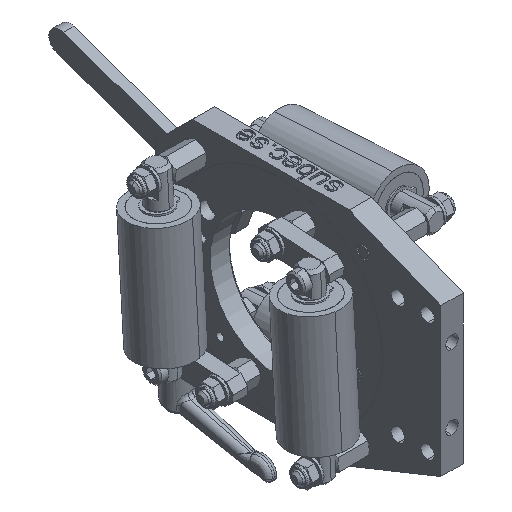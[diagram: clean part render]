
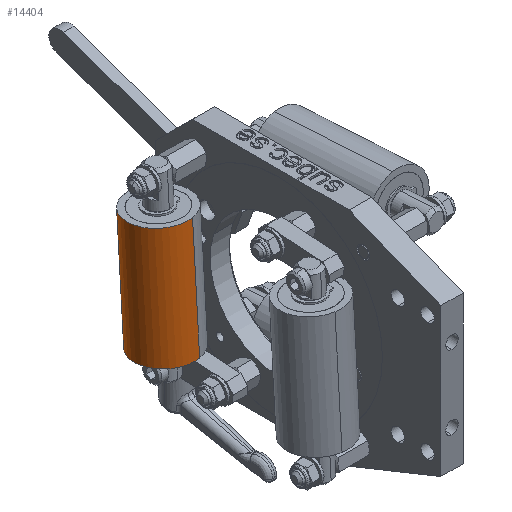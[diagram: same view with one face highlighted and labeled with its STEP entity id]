
A CAD part, isometric view. The second image highlights one B-rep face of the part: STEP entity #14404.
In plain terms, the highlighted cylindrical face has radius 20 mm (diameter 40 mm), a partial arc.
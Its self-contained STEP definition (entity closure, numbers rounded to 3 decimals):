
#45 = CIRCLE ( 'NONE', #5720, 20. ) ;
#818 = DIRECTION ( 'NONE',  ( 0., 0.06, 0.998 ) ) ;
#1135 = DIRECTION ( 'NONE',  ( 0., 0.06, 0.998 ) ) ;
#3551 = CARTESIAN_POINT ( 'NONE',  ( -25.107, 87.723, 26.193 ) ) ;
#5472 = EDGE_CURVE ( 'NONE', #34386, #16500, #5587, .T. ) ;
#5587 = CIRCLE ( 'NONE', #7798, 20. ) ;
#5665 = CARTESIAN_POINT ( 'NONE',  ( -25.107, 82.922, -53.663 ) ) ;
#5720 = AXIS2_PLACEMENT_3D ( 'NONE', #22294, #818, #25862 ) ;
#7103 = VERTEX_POINT ( 'NONE', #40079 ) ;
#7798 = AXIS2_PLACEMENT_3D ( 'NONE', #22591, #1135, #26163 ) ;
#9286 = CARTESIAN_POINT ( 'NONE',  ( -18.257, 48.385, 28.558 ) ) ;
#11547 = VERTEX_POINT ( 'NONE', #5665 ) ;
#13583 = FACE_OUTER_BOUND ( 'NONE', #20574, .T. ) ;
#14404 = ADVANCED_FACE ( 'NONE', ( #13583 ), #18567, .T. ) ;
#14538 = EDGE_CURVE ( 'NONE', #11547, #7103, #45, .T. ) ;
#16464 = DIRECTION ( 'NONE',  ( 0., -0.06, -0.998 ) ) ;
#16500 = VERTEX_POINT ( 'NONE', #28154 ) ;
#17589 = DIRECTION ( 'NONE',  ( 0., -0.06, -0.998 ) ) ;
#17956 = EDGE_CURVE ( 'NONE', #16500, #7103, #38599, .T. ) ;
#18567 = CYLINDRICAL_SURFACE ( 'NONE', #25758, 20. ) ;
#20574 = EDGE_LOOP ( 'NONE', ( #41151, #21671, #23789, #25154 ) ) ;
#21482 = DIRECTION ( 'NONE',  ( -0.171, 0.983, -0.059 ) ) ;
#21671 = ORIENTED_EDGE ( 'NONE', *, *, #5472, .F. ) ;
#22294 = CARTESIAN_POINT ( 'NONE',  ( -21.682, 63.253, -52.48 ) ) ;
#22591 = CARTESIAN_POINT ( 'NONE',  ( -21.682, 68.054, 27.376 ) ) ;
#23789 = ORIENTED_EDGE ( 'NONE', *, *, #25489, .T. ) ;
#24981 = DIRECTION ( 'NONE',  ( 0., -0.06, -0.998 ) ) ;
#25154 = ORIENTED_EDGE ( 'NONE', *, *, #14538, .T. ) ;
#25489 = EDGE_CURVE ( 'NONE', #34386, #11547, #45967, .T. ) ;
#25758 = AXIS2_PLACEMENT_3D ( 'NONE', #28522, #17589, #21482 ) ;
#25862 = DIRECTION ( 'NONE',  ( 0.171, -0.983, 0.059 ) ) ;
#26163 = DIRECTION ( 'NONE',  ( 0.171, -0.983, 0.059 ) ) ;
#28154 = CARTESIAN_POINT ( 'NONE',  ( -18.257, 48.385, 28.558 ) ) ;
#28522 = CARTESIAN_POINT ( 'NONE',  ( -21.682, 68.054, 27.376 ) ) ;
#29139 = VECTOR ( 'NONE', #16464, 1000. ) ;
#32322 = CARTESIAN_POINT ( 'NONE',  ( -25.107, 87.723, 26.193 ) ) ;
#34386 = VERTEX_POINT ( 'NONE', #32322 ) ;
#38599 = LINE ( 'NONE', #9286, #29139 ) ;
#40079 = CARTESIAN_POINT ( 'NONE',  ( -18.257, 43.584, -51.298 ) ) ;
#41151 = ORIENTED_EDGE ( 'NONE', *, *, #17956, .F. ) ;
#44842 = VECTOR ( 'NONE', #24981, 1000. ) ;
#45967 = LINE ( 'NONE', #3551, #44842 ) ;
